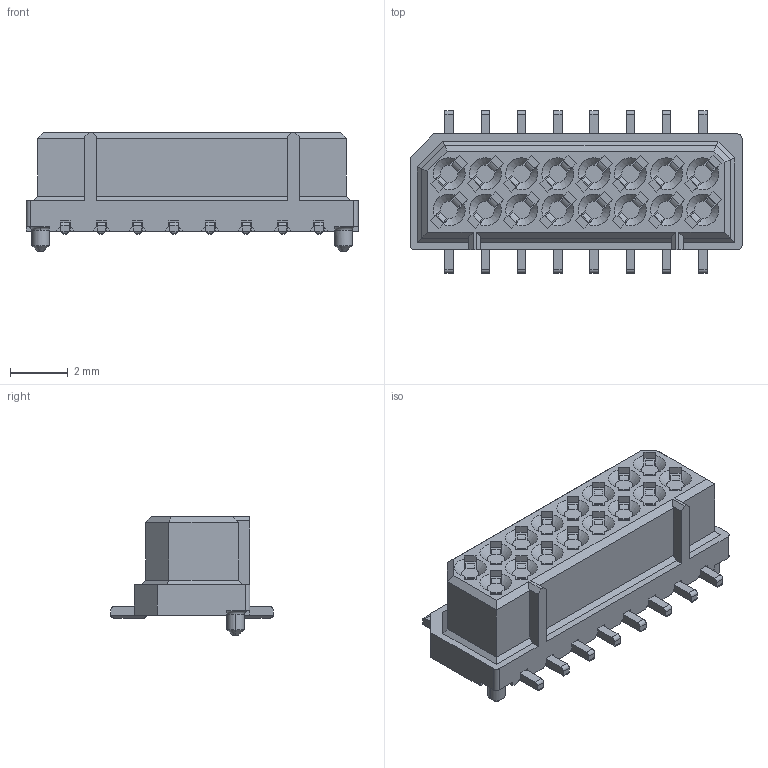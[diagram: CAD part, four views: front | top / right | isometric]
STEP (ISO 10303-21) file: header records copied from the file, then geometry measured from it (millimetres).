
FILE_DESCRIPTION( ('This file contains a STEP AP42 implementation' ,'as created by ZW3D STEP Interface translator.') ,'2;1' );
FILE_NAME( '3651-S016-034XXR01.stp' ,'241031.1720 7', (''), ('ZWCAD Software Co.'), 'Version 1.0', 'ZW3D to STEP translator', '' );
FILE_SCHEMA(('AUTOMOTIVE_DESIGN { 1 0 10303 214 1 1 1 1 }'));
Length unit declared in the file: millimetre
Products named in the file (2): 0; 3651-S016-034XXR01
Bounding box: 11.45 x 5.6 x 4.1 mm (x, y, z)
Volume: 123.7 mm3; surface area: 244.5 mm2
Topology: 1 solids, 1 shells, 860 faces, 2316 edges, 1506 vertices
Faces by surface type: plane 651, cylinder 151, cone 54, torus 4
Entity records: 27892 total; most frequent: CARTESIAN_POINT 5112, ORIENTED_EDGE 4632, DIRECTION 4378, EDGE_CURVE 2316, VECTOR 1832, LINE 1832, VERTEX_POINT 1506, AXIS2_PLACEMENT_3D 1273
